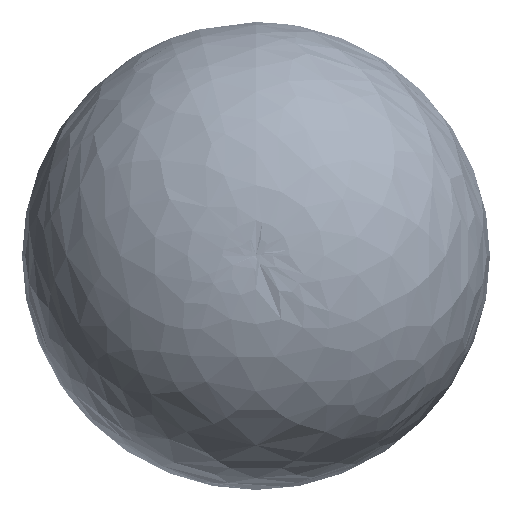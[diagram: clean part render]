
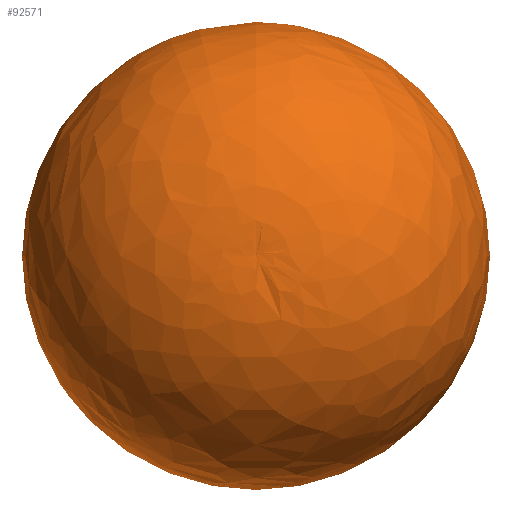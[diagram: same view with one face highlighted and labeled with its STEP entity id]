
A CAD part, top view. The second image highlights one B-rep face of the part: STEP entity #92571.
In plain terms, the highlighted free-form (B-spline) face has degree [2, 2] with [5, 9] control points.
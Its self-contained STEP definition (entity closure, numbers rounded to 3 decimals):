
#262=(
BOUNDED_SURFACE()
B_SPLINE_SURFACE(2,2,((#208738,#208739,#208740,#208741,#208742,#208743,
#208744,#208745,#208746),(#208747,#208748,#208749,#208750,#208751,#208752,
#208753,#208754,#208755),(#208756,#208757,#208758,#208759,#208760,#208761,
#208762,#208763,#208764),(#208765,#208766,#208767,#208768,#208769,#208770,
#208771,#208772,#208773),(#208774,#208775,#208776,#208777,#208778,#208779,
#208780,#208781,#208782)),.UNSPECIFIED.,.F.,.T.,.F.)
B_SPLINE_SURFACE_WITH_KNOTS((3,2,3),(3,2,2,2,3),(-1.68,-0.334,
1.012),(-3.142,-1.571,0.,1.571,
3.142),.UNSPECIFIED.)
GEOMETRIC_REPRESENTATION_ITEM()
RATIONAL_B_SPLINE_SURFACE(((1.,0.707,1.,0.707,1.,
0.707,1.,0.707,1.),(0.782,0.553,
0.782,0.553,0.782,0.553,
0.782,0.553,0.782),(1.,0.707,
1.,0.707,1.,0.707,1.,0.707,1.),(0.782,
0.553,0.782,0.553,0.782,
0.553,0.782,0.553,0.782),
(1.,0.707,1.,0.707,1.,0.707,1.,0.707,
1.)))
REPRESENTATION_ITEM('')
SURFACE()
);
#20748=FACE_OUTER_BOUND('',#26954,.T.);
#26954=EDGE_LOOP('',(#80949,#80950,#80951));
#34354=CIRCLE('',#102768,876.459);
#34355=CIRCLE('',#102769,1370.887);
#42470=VERTEX_POINT('',#208735);
#42471=VERTEX_POINT('',#208783);
#55302=EDGE_CURVE('',#42470,#42470,#34354,.T.);
#55303=EDGE_CURVE('',#42470,#42471,#34355,.T.);
#80949=ORIENTED_EDGE('',*,*,#55302,.F.);
#80950=ORIENTED_EDGE('',*,*,#55303,.T.);
#80951=ORIENTED_EDGE('',*,*,#55303,.F.);
#92571=ADVANCED_FACE('',(#20748),#262,.F.);
#102768=AXIS2_PLACEMENT_3D('',#208737,#126772,#126773);
#102769=AXIS2_PLACEMENT_3D('',#208784,#126774,#126775);
#126772=DIRECTION('center_axis',(-1.,0.,0.));
#126773=DIRECTION('ref_axis',(0.,0.,1.));
#126774=DIRECTION('center_axis',(0.,-1.,0.));
#126775=DIRECTION('ref_axis',(0.,0.,
-1.));
#208735=CARTESIAN_POINT('',(-1162.578,150.,-876.459));
#208737=CARTESIAN_POINT('Origin',(-1162.578,150.,0.));
#208738=CARTESIAN_POINT('Ctrl Pts',(1362.656,150.,0.));
#208739=CARTESIAN_POINT('Ctrl Pts',(1362.656,150.,0.));
#208740=CARTESIAN_POINT('Ctrl Pts',(1362.656,150.,0.));
#208741=CARTESIAN_POINT('Ctrl Pts',(1362.656,150.,0.));
#208742=CARTESIAN_POINT('Ctrl Pts',(1362.656,150.,0.));
#208743=CARTESIAN_POINT('Ctrl Pts',(1362.656,150.,0.));
#208744=CARTESIAN_POINT('Ctrl Pts',(1362.656,150.,0.));
#208745=CARTESIAN_POINT('Ctrl Pts',(1362.656,150.,0.));
#208746=CARTESIAN_POINT('Ctrl Pts',(1362.656,150.,0.));
#208747=CARTESIAN_POINT('Ctrl Pts',(1482.273,150.,-1086.644));
#208748=CARTESIAN_POINT('Ctrl Pts',(1482.273,-936.644,
-1086.644));
#208749=CARTESIAN_POINT('Ctrl Pts',(1482.273,-936.644,
0.));
#208750=CARTESIAN_POINT('Ctrl Pts',(1482.273,-936.644,
1086.644));
#208751=CARTESIAN_POINT('Ctrl Pts',(1482.273,150.,1086.644));
#208752=CARTESIAN_POINT('Ctrl Pts',(1482.273,1236.644,1086.644));
#208753=CARTESIAN_POINT('Ctrl Pts',(1482.273,1236.644,0.));
#208754=CARTESIAN_POINT('Ctrl Pts',(1482.273,1236.644,-1086.644));
#208755=CARTESIAN_POINT('Ctrl Pts',(1482.273,150.,-1086.644));
#208756=CARTESIAN_POINT('Ctrl Pts',(449.503,150.,-1445.098));
#208757=CARTESIAN_POINT('Ctrl Pts',(449.503,-1295.098,
-1445.098));
#208758=CARTESIAN_POINT('Ctrl Pts',(449.503,-1295.098,
0.));
#208759=CARTESIAN_POINT('Ctrl Pts',(449.503,-1295.098,
1445.098));
#208760=CARTESIAN_POINT('Ctrl Pts',(449.503,150.,1445.098));
#208761=CARTESIAN_POINT('Ctrl Pts',(449.503,1595.098,1445.098));
#208762=CARTESIAN_POINT('Ctrl Pts',(449.503,1595.098,0.));
#208763=CARTESIAN_POINT('Ctrl Pts',(449.503,1595.098,-1445.098));
#208764=CARTESIAN_POINT('Ctrl Pts',(449.503,150.,-1445.098));
#208765=CARTESIAN_POINT('Ctrl Pts',(-583.267,150.,-1803.552));
#208766=CARTESIAN_POINT('Ctrl Pts',(-583.267,-1653.552,
-1803.552));
#208767=CARTESIAN_POINT('Ctrl Pts',(-583.267,-1653.552,
0.));
#208768=CARTESIAN_POINT('Ctrl Pts',(-583.267,-1653.552,
1803.552));
#208769=CARTESIAN_POINT('Ctrl Pts',(-583.267,150.,1803.552));
#208770=CARTESIAN_POINT('Ctrl Pts',(-583.267,1953.552,
1803.552));
#208771=CARTESIAN_POINT('Ctrl Pts',(-583.267,1953.552,
0.));
#208772=CARTESIAN_POINT('Ctrl Pts',(-583.267,1953.552,
-1803.552));
#208773=CARTESIAN_POINT('Ctrl Pts',(-583.267,150.,-1803.552));
#208774=CARTESIAN_POINT('Ctrl Pts',(-1162.578,150.,-876.459));
#208775=CARTESIAN_POINT('Ctrl Pts',(-1162.578,-726.459,
-876.459));
#208776=CARTESIAN_POINT('Ctrl Pts',(-1162.578,-726.459,
0.));
#208777=CARTESIAN_POINT('Ctrl Pts',(-1162.578,-726.459,
876.459));
#208778=CARTESIAN_POINT('Ctrl Pts',(-1162.578,150.,876.459));
#208779=CARTESIAN_POINT('Ctrl Pts',(-1162.578,1026.459,
876.459));
#208780=CARTESIAN_POINT('Ctrl Pts',(-1162.578,1026.459,
0.));
#208781=CARTESIAN_POINT('Ctrl Pts',(-1162.578,1026.459,
-876.459));
#208782=CARTESIAN_POINT('Ctrl Pts',(-1162.578,150.,-876.459));
#208783=CARTESIAN_POINT('',(1362.656,150.,0.));
#208784=CARTESIAN_POINT('Origin',(0.,150.,-150.));
